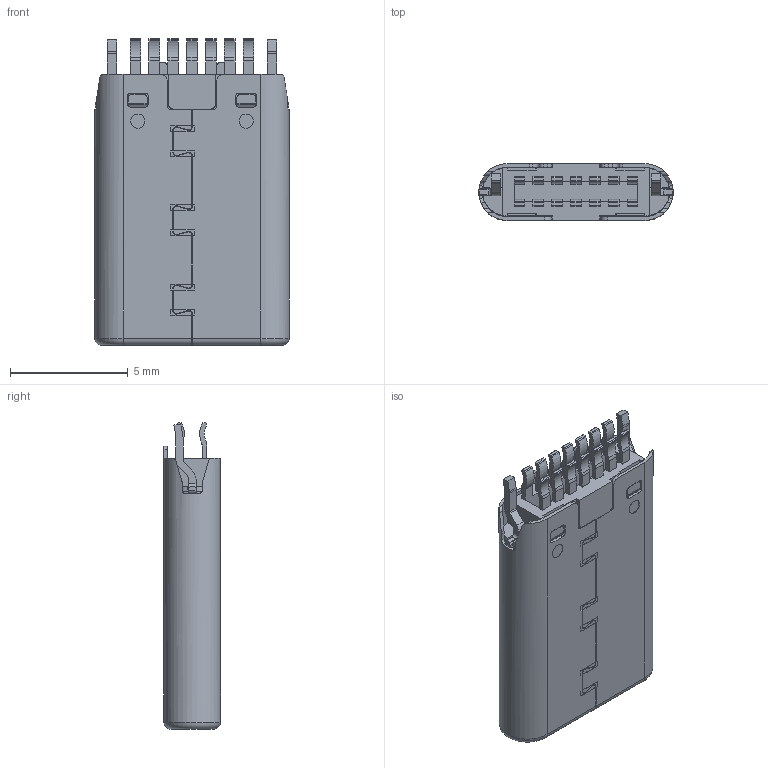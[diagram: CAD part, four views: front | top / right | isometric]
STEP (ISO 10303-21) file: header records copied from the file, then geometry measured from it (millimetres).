
FILE_DESCRIPTION((''),'2;1');
FILE_NAME('TANPIAN-PLASTIC_1_2__2_30_1_1_2','2025-12-23T17:40:04',('Administrator'),(''),'CREO PARAMETRIC BY PTC INC, 2022073','CREO PARAMETRIC BY PTC INC, 2022073','');
FILE_SCHEMA(('AUTOMOTIVE_DESIGN { 1 0 10303 214 1 1 1 1 }'));
Length unit declared in the file: millimetre
Products named in the file (1): TANPIAN-PLASTIC_1_2__2_30_1_1_2
Bounding box: 8.25 x 2.42 x 13 mm (x, y, z)
Volume: 173.7 mm3; surface area: 450.3 mm2
Topology: 1 solids, 1 shells, 783 faces, 2331 edges, 1550 vertices
Faces by surface type: plane 537, cylinder 242, torus 4
Entity records: 27007 total; most frequent: CARTESIAN_POINT 4982, ORIENTED_EDGE 4662, DIRECTION 4320, EDGE_CURVE 2331, VECTOR 1750, LINE 1750, VERTEX_POINT 1550, AXIS2_PLACEMENT_3D 1285
